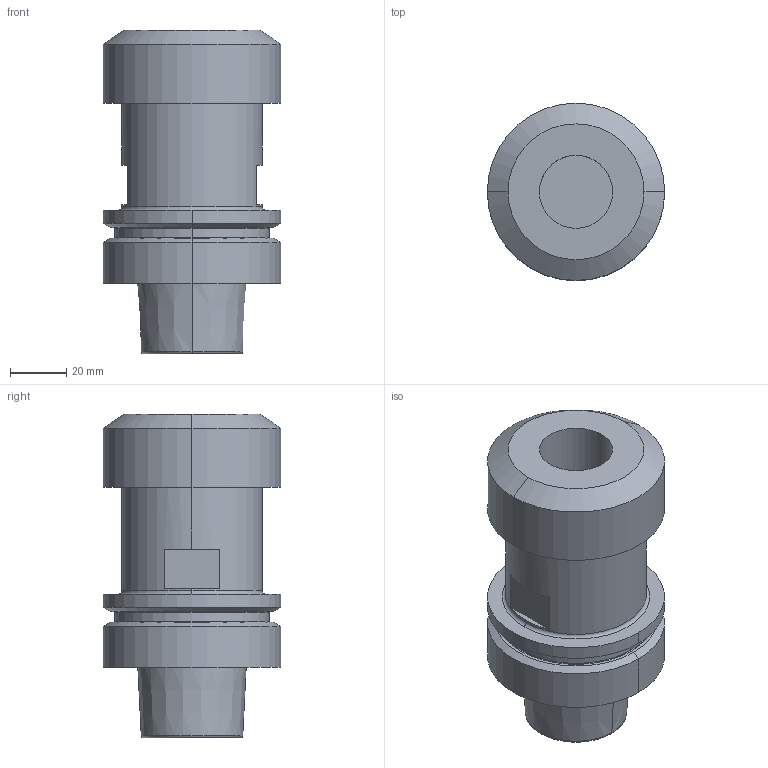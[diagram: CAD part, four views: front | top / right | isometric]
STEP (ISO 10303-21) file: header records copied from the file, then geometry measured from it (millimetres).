
FILE_DESCRIPTION (( 'STEP AP203' ), '1' );
FILE_NAME ('STP-5103-107-040-090-AA(SATE-30002).STEP', '2022-07-20T05:52:30', ( '' ), ( '' ), 'SwSTEP 2.0', 'SolidWorks 2017', '' );
FILE_SCHEMA (( 'CONFIG_CONTROL_DESIGN' ));
Length unit declared in the file: millimetre
Products named in the file (1): STP-5103-107-040-090-AA(SATE-30002)
Bounding box: 63 x 63 x 115 mm (x, y, z)
Volume: 209585.2 mm3; surface area: 35018.3 mm2
Topology: 1 solids, 1 shells, 59 faces, 124 edges, 73 vertices
Faces by surface type: cylinder 20, plane 15, cone 14, torus 10
Entity records: 1651 total; most frequent: DIRECTION 320, CARTESIAN_POINT 255, ORIENTED_EDGE 244, AXIS2_PLACEMENT_3D 138, EDGE_CURVE 122, CIRCLE 78, VERTEX_POINT 73, EDGE_LOOP 67
